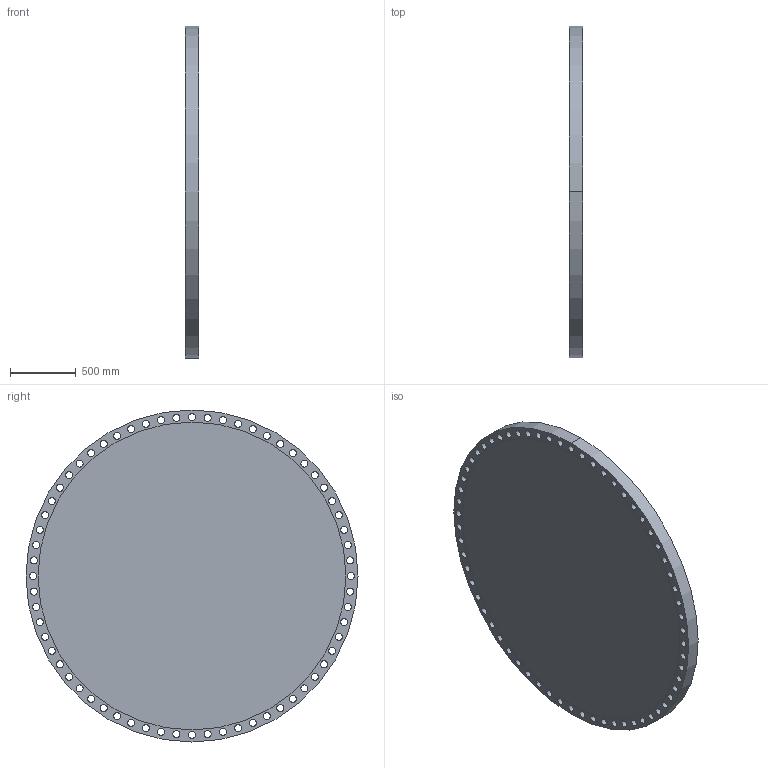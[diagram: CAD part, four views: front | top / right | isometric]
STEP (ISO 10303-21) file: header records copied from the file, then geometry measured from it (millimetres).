
FILE_DESCRIPTION (( 'STEP AP203' ), '1' );
FILE_NAME ('84_CL125_B161_RF_BLF.STEP', '2024-01-13T00:05:12', ( '' ), ( '' ), 'SwSTEP 2.0', 'SolidWorks 2023', '' );
FILE_SCHEMA (( 'CONFIG_CONTROL_DESIGN' ));
Length unit declared in the file: inch
Products named in the file (1): 84_CL125_B161_RF_BLF
Bounding box: 104.78 x 2533.65 x 2533.65 mm (x, y, z)
Volume: 512019766.7 mm3; surface area: 11743547.5 mm2
Topology: 1 solids, 1 shells, 135 faces, 396 edges, 264 vertices
Faces by surface type: cylinder 132, plane 3
Entity records: 4989 total; most frequent: DIRECTION 932, CARTESIAN_POINT 796, ORIENTED_EDGE 792, AXIS2_PLACEMENT_3D 400, EDGE_CURVE 396, EDGE_LOOP 264, VERTEX_POINT 264, CIRCLE 264
